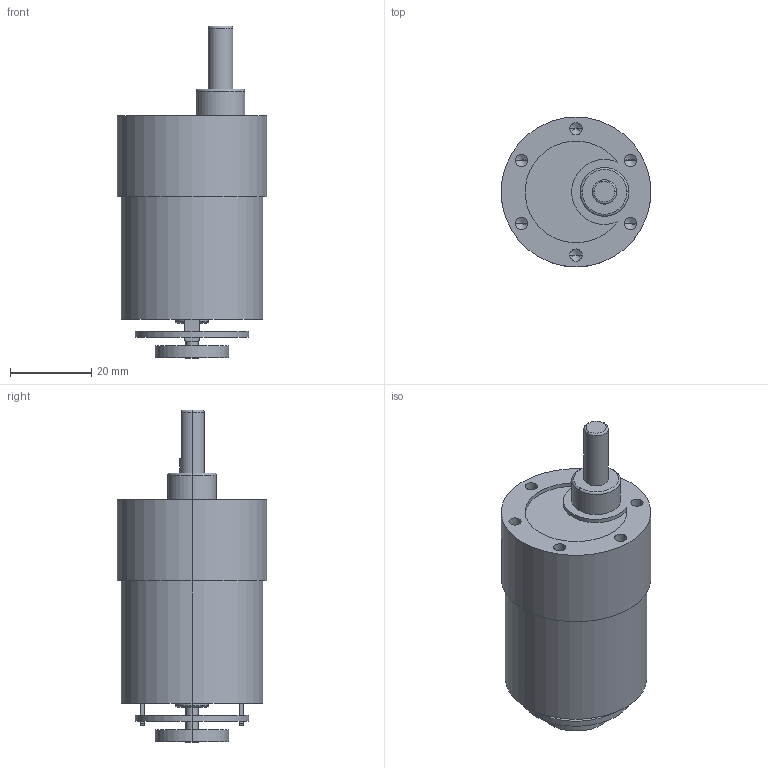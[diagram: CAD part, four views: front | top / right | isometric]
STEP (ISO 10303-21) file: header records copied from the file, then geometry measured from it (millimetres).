
FILE_DESCRIPTION (( 'STEP AP214' ), '1' );
FILE_NAME ('motor.STEP', '2012-06-03T10:03:58', ( '' ), ( '' ), 'SwSTEP 2.0', 'SolidWorks 2011', '' );
FILE_SCHEMA (( 'AUTOMOTIVE_DESIGN' ));
Length unit declared in the file: millimetre
Products named in the file (1): motor
Bounding box: 36.8 x 36.8 x 81.55 mm (x, y, z)
Volume: 52346 mm3; surface area: 10755.9 mm2
Topology: 3 solids, 3 shells, 76 faces, 168 edges, 100 vertices
Faces by surface type: cylinder 34, plane 24, cone 12, torus 6
Entity records: 2097 total; most frequent: DIRECTION 391, CARTESIAN_POINT 354, ORIENTED_EDGE 312, AXIS2_PLACEMENT_3D 159, EDGE_CURVE 156, VERTEX_POINT 100, EDGE_LOOP 90, CIRCLE 82
